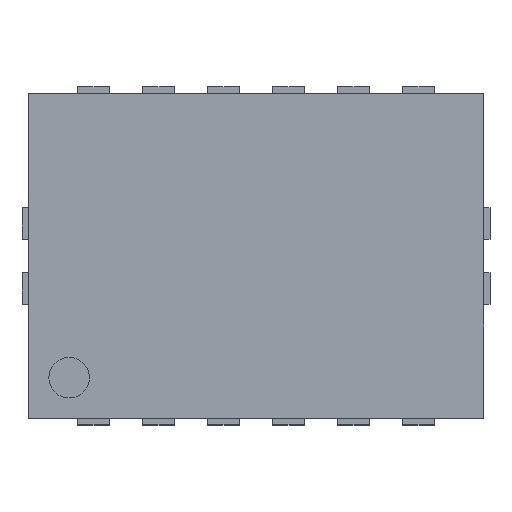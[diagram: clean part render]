
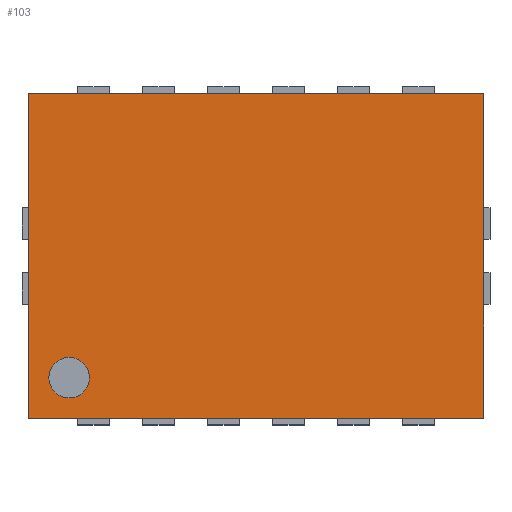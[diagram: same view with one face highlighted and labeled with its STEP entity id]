
A CAD part, top view. The second image highlights one B-rep face of the part: STEP entity #103.
In plain terms, the highlighted planar face has unit normal (0, 0, 1).
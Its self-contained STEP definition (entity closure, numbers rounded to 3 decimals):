
#39 = VERTEX_POINT('',#40);
#40 = CARTESIAN_POINT('',(-1.25,-1.75,1.));
#55 = VERTEX_POINT('',#56);
#56 = CARTESIAN_POINT('',(-1.25,1.75,1.));
#62 = EDGE_CURVE('',#39,#55,#63,.T.);
#63 = LINE('',#64,#65);
#64 = CARTESIAN_POINT('',(-1.25,-1.75,1.));
#65 = VECTOR('',#66,1.);
#66 = DIRECTION('',(0.,1.,0.));
#85 = EDGE_CURVE('',#39,#86,#88,.T.);
#86 = VERTEX_POINT('',#87);
#87 = CARTESIAN_POINT('',(1.25,-1.75,1.));
#88 = LINE('',#89,#90);
#89 = CARTESIAN_POINT('',(-1.25,-1.75,1.));
#90 = VECTOR('',#91,1.);
#91 = DIRECTION('',(1.,0.,0.));
#103 = ADVANCED_FACE('',(#104,#122),#133,.T.);
#104 = FACE_BOUND('',#105,.T.);
#105 = EDGE_LOOP('',(#106,#107,#108,#116));
#106 = ORIENTED_EDGE('',*,*,#62,.F.);
#107 = ORIENTED_EDGE('',*,*,#85,.T.);
#108 = ORIENTED_EDGE('',*,*,#109,.T.);
#109 = EDGE_CURVE('',#86,#110,#112,.T.);
#110 = VERTEX_POINT('',#111);
#111 = CARTESIAN_POINT('',(1.25,1.75,1.));
#112 = LINE('',#113,#114);
#113 = CARTESIAN_POINT('',(1.25,-1.75,1.));
#114 = VECTOR('',#115,1.);
#115 = DIRECTION('',(0.,1.,0.));
#116 = ORIENTED_EDGE('',*,*,#117,.F.);
#117 = EDGE_CURVE('',#55,#110,#118,.T.);
#118 = LINE('',#119,#120);
#119 = CARTESIAN_POINT('',(-1.25,1.75,1.));
#120 = VECTOR('',#121,1.);
#121 = DIRECTION('',(1.,0.,0.));
#122 = FACE_BOUND('',#123,.T.);
#123 = EDGE_LOOP('',(#124));
#124 = ORIENTED_EDGE('',*,*,#125,.F.);
#125 = EDGE_CURVE('',#126,#126,#128,.T.);
#126 = VERTEX_POINT('',#127);
#127 = CARTESIAN_POINT('',(-0.781,1.438,1.));
#128 = CIRCLE('',#129,0.156);
#129 = AXIS2_PLACEMENT_3D('',#130,#131,#132);
#130 = CARTESIAN_POINT('',(-0.938,1.438,1.));
#131 = DIRECTION('',(0.,0.,1.));
#132 = DIRECTION('',(1.,0.,0.));
#133 = PLANE('',#134);
#134 = AXIS2_PLACEMENT_3D('',#135,#136,#137);
#135 = CARTESIAN_POINT('',(-1.25,-1.75,1.));
#136 = DIRECTION('',(0.,0.,1.));
#137 = DIRECTION('',(1.,0.,0.));
